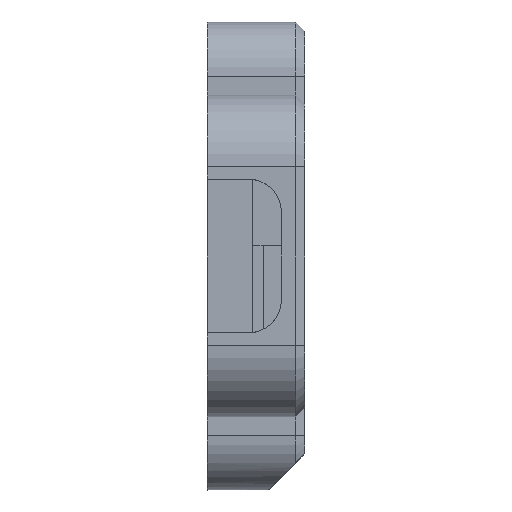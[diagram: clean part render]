
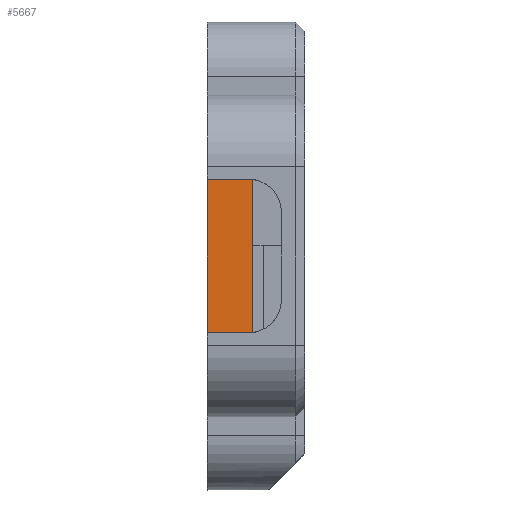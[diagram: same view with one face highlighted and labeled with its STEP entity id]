
A CAD part, left-side view. The second image highlights one B-rep face of the part: STEP entity #5667.
In plain terms, the highlighted planar face has unit normal (-1, 0, 0).
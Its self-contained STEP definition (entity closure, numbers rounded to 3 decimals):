
#103=PLANE('',#6012);
#339=FACE_OUTER_BOUND('',#653,.T.);
#653=EDGE_LOOP('',(#4032,#4033,#4034,#4035));
#1287=LINE('',#9576,#1851);
#1288=LINE('',#9579,#1852);
#1289=LINE('',#9581,#1853);
#1290=LINE('',#9582,#1854);
#1851=VECTOR('',#6482,10.);
#1852=VECTOR('',#6485,10.);
#1853=VECTOR('',#6486,10.);
#1854=VECTOR('',#6487,10.);
#2498=VERTEX_POINT('',#9569);
#2501=VERTEX_POINT('',#9574);
#2502=VERTEX_POINT('',#9578);
#2503=VERTEX_POINT('',#9580);
#3114=EDGE_CURVE('',#2501,#2498,#1287,.T.);
#3115=EDGE_CURVE('',#2502,#2498,#1288,.T.);
#3116=EDGE_CURVE('',#2503,#2501,#1289,.T.);
#3117=EDGE_CURVE('',#2503,#2502,#1290,.T.);
#4032=ORIENTED_EDGE('',*,*,#3115,.T.);
#4033=ORIENTED_EDGE('',*,*,#3114,.F.);
#4034=ORIENTED_EDGE('',*,*,#3116,.F.);
#4035=ORIENTED_EDGE('',*,*,#3117,.T.);
#5667=ADVANCED_FACE('',(#339),#103,.F.);
#6012=AXIS2_PLACEMENT_3D('',#9577,#6483,#6484);
#6482=DIRECTION('',(0.,-1.,0.));
#6483=DIRECTION('center_axis',(1.,0.,0.));
#6484=DIRECTION('ref_axis',(0.,0.,1.));
#6485=DIRECTION('',(0.,0.,1.));
#6486=DIRECTION('',(0.,0.,1.));
#6487=DIRECTION('',(0.,-1.,0.));
#9569=CARTESIAN_POINT('',(14.2,-0.1,4.95));
#9574=CARTESIAN_POINT('',(14.2,2.4,4.95));
#9576=CARTESIAN_POINT('',(14.2,2.4,4.95));
#9577=CARTESIAN_POINT('Origin',(14.2,2.4,-4.95));
#9578=CARTESIAN_POINT('',(14.2,-0.1,-4.95));
#9579=CARTESIAN_POINT('',(14.2,-0.1,-2.475));
#9580=CARTESIAN_POINT('',(14.2,2.4,-4.95));
#9581=CARTESIAN_POINT('',(14.2,2.4,-2.475));
#9582=CARTESIAN_POINT('',(14.2,2.4,-4.95));
